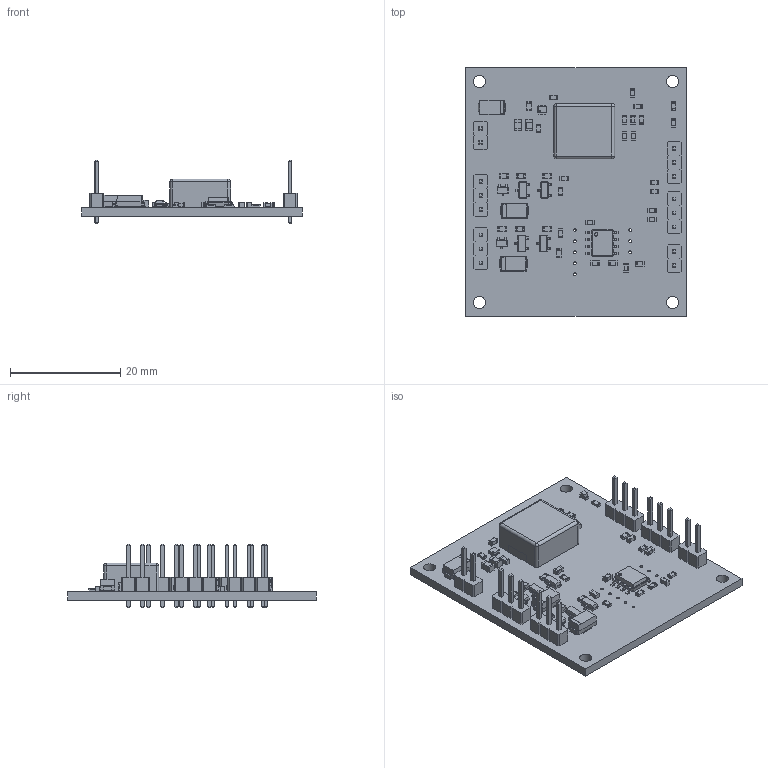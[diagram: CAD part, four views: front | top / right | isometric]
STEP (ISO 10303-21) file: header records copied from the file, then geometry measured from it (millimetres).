
FILE_DESCRIPTION(('KiCad electronic assembly'),'2;1');
FILE_NAME('LedDimmer.step','2025-06-23T13:26:10',('Pcbnew'),('Kicad'), 'Open CASCADE STEP processor 7.8','KiCad to STEP converter','Unknown' );
FILE_SCHEMA(('AUTOMOTIVE_DESIGN { 1 0 10303 214 1 1 1 1 }'));
Length unit declared in the file: millimetre
Products named in the file (28): LedDimmer 1; C_0603_1608Metric; D_SMA; L_1210_3225Metric; PinHeader_1x03_P2.54mm_Vertical; PinHeader_1x03_P254mm_Vertical; LED_0603_1608Metric; R_0603_1608Metric; SOT-23; SOT_23; SOIC-8_3.9x4.9mm_P1.27mm; SOIC_8_39x49mm_P127mm; PinHeader_1x02_P2.54mm_Vertical; PinHeader_1x02_P254mm_Vertical; L_Bourns_SRP1050WA; SOT-323_SC-70; SOT_323_SC_70; SOT-563; SOT_563; C_0805_2012Metric; LedDimmer_PCB
Assembly tree (66 placements, depth 3):
  LedDimmer 1
    C_0603_1608Metric  x12
      C_0603_1608Metric
    D_SMA  x3
      D_SMA
    L_1210_3225Metric
      L_1210_3225Metric
    PinHeader_1x03_P2.54mm_Vertical  x4
      PinHeader_1x03_P254mm_Vertical
    LED_0603_1608Metric  x3
      LED_0603_1608Metric
    R_0603_1608Metric  x16
      R_0603_1608Metric
    SOT-23  x4
      SOT_23
    SOIC-8_3.9x4.9mm_P1.27mm
      SOIC_8_39x49mm_P127mm
    PinHeader_1x02_P2.54mm_Vertical  x2
      PinHeader_1x02_P254mm_Vertical
    L_Bourns_SRP1050WA
      L_Bourns_SRP1050WA
    SOT-323_SC-70  x2
      SOT_323_SC_70
    SOT-563
      SOT_563
    C_0805_2012Metric  x2
      C_0805_2012Metric
    LedDimmer_PCB
Bounding box: 40 x 45 x 11.54 mm (x, y, z)
Volume: 3885.9 mm3; surface area: 5844.2 mm2
Topology: 53 solids, 53 shells, 2245 faces, 5623 edges, 3550 vertices
Faces by surface type: plane 1517, cylinder 486, bspline 238, sphere 4
Full cylindrical faces by diameter (mm): 0.25 x1, 0.5 x8, 0.6 x1, 1 x16, 2.2 x4
Entity records: 28913 total; most frequent: CARTESIAN_POINT 5533, ORIENTED_EDGE 3750, DIRECTION 3457, EDGE_CURVE 1875, LINE 1437, VECTOR 1437, VERTEX_POINT 1170, AXIS2_PLACEMENT_3D 1010
